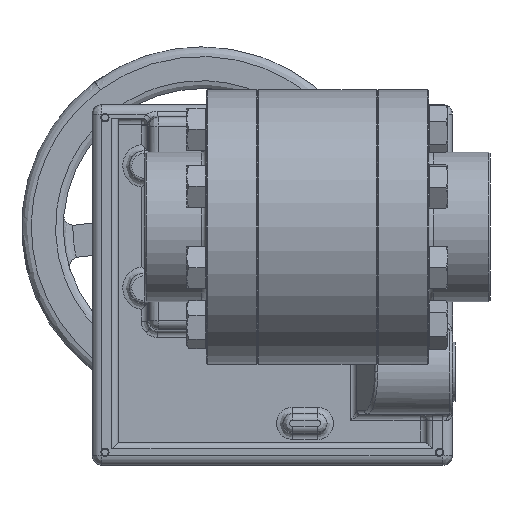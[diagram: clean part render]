
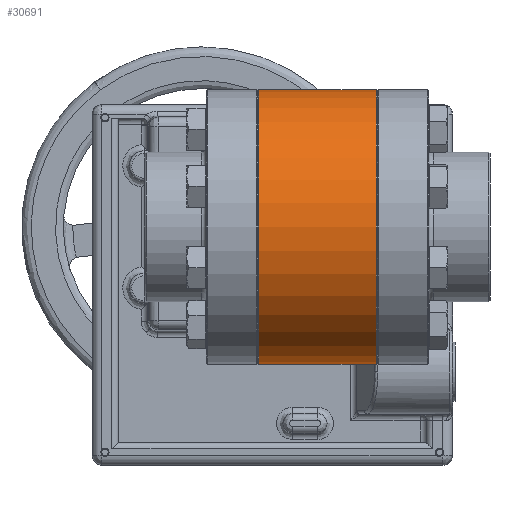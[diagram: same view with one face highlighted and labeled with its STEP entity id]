
A CAD part, front view. The second image highlights one B-rep face of the part: STEP entity #30691.
In plain terms, the highlighted cylindrical face has radius 67.691 mm (diameter 135.382 mm), a partial arc.
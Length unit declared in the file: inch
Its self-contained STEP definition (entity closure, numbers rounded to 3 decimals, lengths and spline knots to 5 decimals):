
#207 = DIRECTION ( 'NONE',  ( 0., 0., 1. ) ) ;
#1456 = AXIS2_PLACEMENT_3D ( 'NONE', #18581, #42567, #22014 ) ;
#1569 = ORIENTED_EDGE ( 'NONE', *, *, #30368, .T. ) ;
#2351 = CIRCLE ( 'NONE', #37208, 2.665 ) ;
#3031 = DIRECTION ( 'NONE',  ( -1., 0., 0. ) ) ;
#4469 = VERTEX_POINT ( 'NONE', #15104 ) ;
#6389 = CARTESIAN_POINT ( 'NONE',  ( 1.1425, 0., 2.665 ) ) ;
#7440 = LINE ( 'NONE', #30650, #15471 ) ;
#11601 = CARTESIAN_POINT ( 'NONE',  ( -1.1425, 0., -2.665 ) ) ;
#11637 = CARTESIAN_POINT ( 'NONE',  ( -1.1425, 0., 0. ) ) ;
#12742 = LINE ( 'NONE', #44137, #29937 ) ;
#13460 = ORIENTED_EDGE ( 'NONE', *, *, #34387, .T. ) ;
#13837 = VERTEX_POINT ( 'NONE', #31466 ) ;
#14364 = VERTEX_POINT ( 'NONE', #11601 ) ;
#15099 = DIRECTION ( 'NONE',  ( 0., 0., -1. ) ) ;
#15104 = CARTESIAN_POINT ( 'NONE',  ( -1.1425, 0., 2.665 ) ) ;
#15471 = VECTOR ( 'NONE', #37577, 39.37008 ) ;
#18581 = CARTESIAN_POINT ( 'NONE',  ( 1.1425, 0., 0. ) ) ;
#18703 = CYLINDRICAL_SURFACE ( 'NONE', #23613, 2.665 ) ;
#20855 = FACE_OUTER_BOUND ( 'NONE', #34068, .T. ) ;
#22014 = DIRECTION ( 'NONE',  ( 0., 0., -1. ) ) ;
#23613 = AXIS2_PLACEMENT_3D ( 'NONE', #34682, #38167, #207 ) ;
#26441 = ORIENTED_EDGE ( 'NONE', *, *, #38647, .F. ) ;
#26821 = ORIENTED_EDGE ( 'NONE', *, *, #39183, .T. ) ;
#29937 = VECTOR ( 'NONE', #3031, 39.37008 ) ;
#30368 = EDGE_CURVE ( 'NONE', #13837, #37415, #30484, .T. ) ;
#30484 = CIRCLE ( 'NONE', #1456, 2.665 ) ;
#30650 = CARTESIAN_POINT ( 'NONE',  ( 1.1625, 0., -2.665 ) ) ;
#30691 = ADVANCED_FACE ( 'NONE', ( #20855 ), #18703, .T. ) ;
#31466 = CARTESIAN_POINT ( 'NONE',  ( 1.1425, 0., -2.665 ) ) ;
#34068 = EDGE_LOOP ( 'NONE', ( #26441, #1569, #26821, #13460 ) ) ;
#34387 = EDGE_CURVE ( 'NONE', #4469, #14364, #2351, .T. ) ;
#34682 = CARTESIAN_POINT ( 'NONE',  ( 1.1625, 0., 0. ) ) ;
#35659 = DIRECTION ( 'NONE',  ( 1., 0., 0. ) ) ;
#37208 = AXIS2_PLACEMENT_3D ( 'NONE', #11637, #35659, #15099 ) ;
#37415 = VERTEX_POINT ( 'NONE', #6389 ) ;
#37577 = DIRECTION ( 'NONE',  ( -1., 0., 0. ) ) ;
#38167 = DIRECTION ( 'NONE',  ( -1., 0., 0. ) ) ;
#38647 = EDGE_CURVE ( 'NONE', #13837, #14364, #7440, .T. ) ;
#39183 = EDGE_CURVE ( 'NONE', #37415, #4469, #12742, .T. ) ;
#42567 = DIRECTION ( 'NONE',  ( -1., 0., 0. ) ) ;
#44137 = CARTESIAN_POINT ( 'NONE',  ( 1.1625, 0., 2.665 ) ) ;
